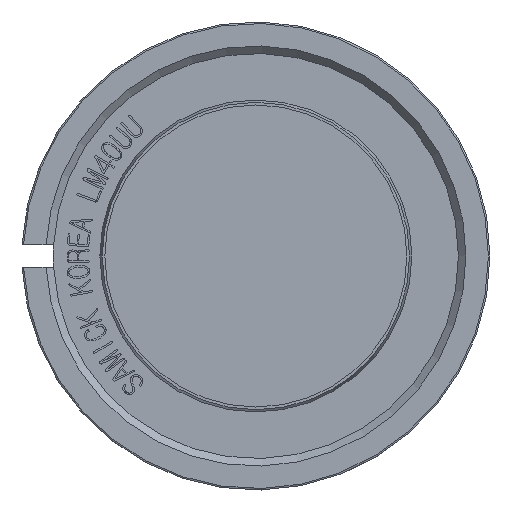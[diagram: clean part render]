
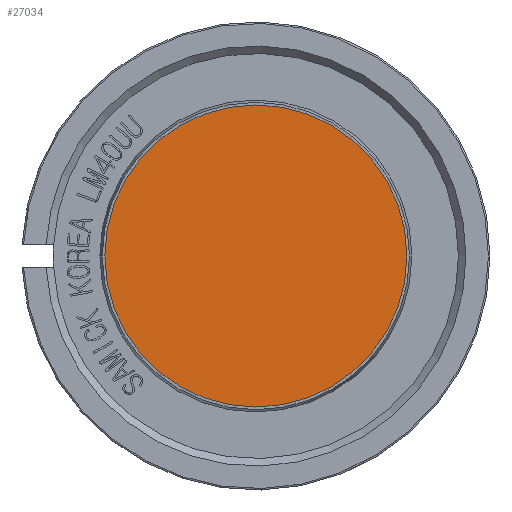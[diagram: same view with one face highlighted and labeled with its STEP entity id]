
A CAD part, front view. The second image highlights one B-rep face of the part: STEP entity #27034.
In plain terms, the highlighted planar face has unit normal (0, -1, 0).
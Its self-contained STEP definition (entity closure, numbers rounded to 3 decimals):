
#27003=CARTESIAN_POINT('',(-20.0,-65.0,0.));
#27004=VERTEX_POINT('',#27003);
#27005=CARTESIAN_POINT('',(0.0,-65.0,0.0));
#27006=DIRECTION('',(0.0,1.0,0.0));
#27007=DIRECTION('',(1.0,0.0,0.0));
#27008=AXIS2_PLACEMENT_3D('',#27005,#27006,#27007);
#27009=CIRCLE('',#27008,20.0);
#27010=EDGE_CURVE('',#27004,#27004,#27009,.T.);
#27026=CARTESIAN_POINT('',(0.0,-65.0,0.0));
#27027=DIRECTION('',(0.0,-1.0,0.0));
#27028=DIRECTION('',(0.0,0.0,-1.0));
#27029=AXIS2_PLACEMENT_3D('',#27026,#27027,#27028);
#27030=PLANE('',#27029);
#27031=ORIENTED_EDGE('',*,*,#27010,.F.);
#27032=EDGE_LOOP('',(#27031));
#27033=FACE_OUTER_BOUND('',#27032,.T.);
#27034=ADVANCED_FACE('',(#27033),#27030,.T.);
